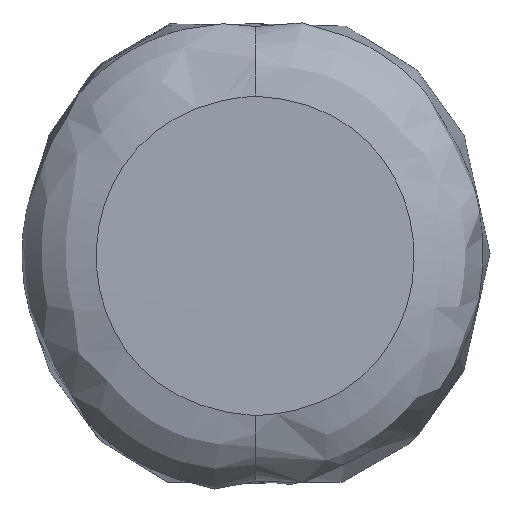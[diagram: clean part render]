
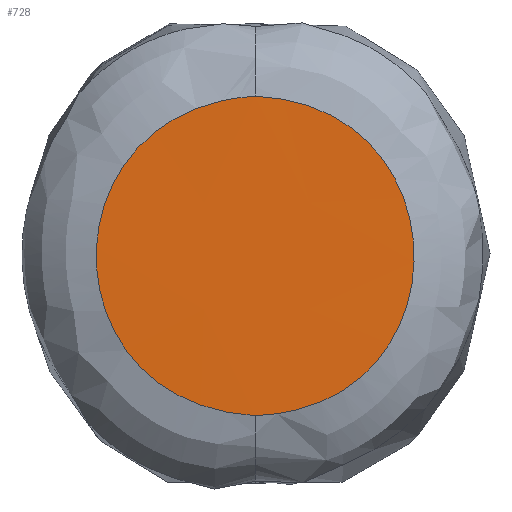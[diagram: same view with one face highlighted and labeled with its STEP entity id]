
A CAD part, front view. The second image highlights one B-rep face of the part: STEP entity #728.
In plain terms, the highlighted free-form (B-spline) face has degree [3, 3] with [4, 4] control points.
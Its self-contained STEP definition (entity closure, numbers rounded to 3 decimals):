
#331 = B_SPLINE_SURFACE_WITH_KNOTS('',3,3,(
    (#332,#333,#334,#335)
    ,(#336,#337,#338,#339)
    ,(#340,#341,#342,#343)
    ,(#344,#345,#346,#347
    )),.UNSPECIFIED.,.F.,.F.,.F.,(4,4),(4,4),(0.,1.),(0.,1.),
  .PIECEWISE_BEZIER_KNOTS.);
#332 = CARTESIAN_POINT('',(0.007,-0.688,
    -0.888));
#333 = CARTESIAN_POINT('',(0.,-0.842,
    -0.882));
#334 = CARTESIAN_POINT('',(-0.01,-0.966,
    -0.762));
#335 = CARTESIAN_POINT('',(-0.021,-0.983,
    -0.614));
#336 = CARTESIAN_POINT('',(1.149,-0.674,
    -0.901));
#337 = CARTESIAN_POINT('',(1.141,-0.846,-0.907
    ));
#338 = CARTESIAN_POINT('',(0.977,-0.983,
    -0.769));
#339 = CARTESIAN_POINT('',(0.771,-0.97,
    -0.626));
#340 = CARTESIAN_POINT('',(1.147,-0.708,0.908)
  );
#341 = CARTESIAN_POINT('',(1.148,-0.842,0.921
    ));
#342 = CARTESIAN_POINT('',(0.954,-0.998,0.767
    ));
#343 = CARTESIAN_POINT('',(0.768,-0.989,0.629
    ));
#344 = CARTESIAN_POINT('',(-0.004,-0.704,
    0.879));
#345 = CARTESIAN_POINT('',(-0.012,-0.866,
    0.875));
#346 = CARTESIAN_POINT('',(-0.014,-0.983,
    0.758));
#347 = CARTESIAN_POINT('',(-0.033,-0.997,
    0.588));
#476 = B_SPLINE_SURFACE_WITH_KNOTS('',3,3,(
    (#477,#478,#479,#480)
    ,(#481,#482,#483,#484)
    ,(#485,#486,#487,#488)
    ,(#489,#490,#491,#492
    )),.UNSPECIFIED.,.F.,.F.,.F.,(4,4),(4,4),(0.,1.),(0.,1.),
  .PIECEWISE_BEZIER_KNOTS.);
#477 = CARTESIAN_POINT('',(0.012,-0.69,
    0.885));
#478 = CARTESIAN_POINT('',(0.013,-0.855,
    0.875));
#479 = CARTESIAN_POINT('',(0.002,-0.967,
    0.752));
#480 = CARTESIAN_POINT('',(0.025,-0.983,
    0.6));
#481 = CARTESIAN_POINT('',(-1.188,-0.689,
    0.928));
#482 = CARTESIAN_POINT('',(-1.19,-0.83,0.95
    ));
#483 = CARTESIAN_POINT('',(-1.,-0.981,0.8
    ));
#484 = CARTESIAN_POINT('',(-0.815,-0.971,0.641)
  );
#485 = CARTESIAN_POINT('',(-1.151,-0.708,
    -0.921));
#486 = CARTESIAN_POINT('',(-1.167,-0.856,
    -0.945));
#487 = CARTESIAN_POINT('',(-0.986,-0.997,
    -0.796));
#488 = CARTESIAN_POINT('',(-0.798,-0.982,
    -0.635));
#489 = CARTESIAN_POINT('',(0.014,-0.701,
    -0.891));
#490 = CARTESIAN_POINT('',(0.03,-0.865,
    -0.886));
#491 = CARTESIAN_POINT('',(0.007,-0.981,
    -0.755));
#492 = CARTESIAN_POINT('',(0.035,-0.996,
    -0.61));
#508 = VERTEX_POINT('',#509);
#509 = CARTESIAN_POINT('',(-0.002,-0.999,
    0.579));
#574 = EDGE_CURVE('',#575,#508,#577,.T.);
#575 = VERTEX_POINT('',#576);
#576 = CARTESIAN_POINT('',(-0.002,-0.997,
    -0.59));
#577 = SURFACE_CURVE('',#578,(#583,#612),.PCURVE_S1.);
#578 = B_SPLINE_CURVE_WITH_KNOTS('',3,(#579,#580,#581,#582),
  .UNSPECIFIED.,.F.,.F.,(4,4),(0.,1.),.PIECEWISE_BEZIER_KNOTS.);
#579 = CARTESIAN_POINT('',(-0.002,-0.997,
    -0.59));
#580 = CARTESIAN_POINT('',(-0.776,-0.99,
    -0.546));
#581 = CARTESIAN_POINT('',(-0.778,-0.994,
    0.531));
#582 = CARTESIAN_POINT('',(-0.002,-0.999,
    0.579));
#583 = PCURVE('',#476,#584);
#584 = DEFINITIONAL_REPRESENTATION('',(#585),#611);
#585 = B_SPLINE_CURVE_WITH_KNOTS('',3,(#586,#587,#588,#589,#590,#591,
    #592,#593,#594,#595,#596,#597,#598,#599,#600,#601,#602,#603,#604,
    #605,#606,#607,#608,#609,#610),.UNSPECIFIED.,.F.,.F.,(4,1,1,1,1,1,1,
    1,1,1,1,1,1,1,1,1,1,1,1,1,1,1,4),(0.,0.045,
    0.091,0.136,0.182,0.227,
    0.273,0.318,0.364,0.409,
    0.455,0.5,0.545,0.591,0.636,
    0.682,0.727,0.773,0.818,
    0.864,0.909,0.955,1.),
  .QUASI_UNIFORM_KNOTS.);
#586 = CARTESIAN_POINT('',(0.984,1.013));
#587 = CARTESIAN_POINT('',(0.97,1.013));
#588 = CARTESIAN_POINT('',(0.939,1.013));
#589 = CARTESIAN_POINT('',(0.894,1.012));
#590 = CARTESIAN_POINT('',(0.849,1.011));
#591 = CARTESIAN_POINT('',(0.803,1.011));
#592 = CARTESIAN_POINT('',(0.759,1.01));
#593 = CARTESIAN_POINT('',(0.715,1.01));
#594 = CARTESIAN_POINT('',(0.672,1.01));
#595 = CARTESIAN_POINT('',(0.63,1.011));
#596 = CARTESIAN_POINT('',(0.588,1.011));
#597 = CARTESIAN_POINT('',(0.546,1.011));
#598 = CARTESIAN_POINT('',(0.504,1.012));
#599 = CARTESIAN_POINT('',(0.462,1.012));
#600 = CARTESIAN_POINT('',(0.42,1.011));
#601 = CARTESIAN_POINT('',(0.377,1.011));
#602 = CARTESIAN_POINT('',(0.333,1.01));
#603 = CARTESIAN_POINT('',(0.288,1.01));
#604 = CARTESIAN_POINT('',(0.242,1.01));
#605 = CARTESIAN_POINT('',(0.196,1.01));
#606 = CARTESIAN_POINT('',(0.148,1.011));
#607 = CARTESIAN_POINT('',(0.101,1.011));
#608 = CARTESIAN_POINT('',(0.056,1.013));
#609 = CARTESIAN_POINT('',(0.026,1.013));
#610 = CARTESIAN_POINT('',(0.011,1.014));
#611 = ( GEOMETRIC_REPRESENTATION_CONTEXT(2) 
PARAMETRIC_REPRESENTATION_CONTEXT() REPRESENTATION_CONTEXT('2D SPACE',''
  ) );
#612 = PCURVE('',#613,#630);
#613 = B_SPLINE_SURFACE_WITH_KNOTS('',3,3,(
    (#614,#615,#616,#617)
    ,(#618,#619,#620,#621)
    ,(#622,#623,#624,#625)
    ,(#626,#627,#628,#629
    )),.UNSPECIFIED.,.F.,.F.,.F.,(4,4),(4,4),(0.,1.),(0.,1.),
  .PIECEWISE_BEZIER_KNOTS.);
#614 = CARTESIAN_POINT('',(-0.575,-0.997,
    -0.604));
#615 = CARTESIAN_POINT('',(-0.576,-0.997,
    -0.209));
#616 = CARTESIAN_POINT('',(-0.573,-0.994,
    0.187));
#617 = CARTESIAN_POINT('',(-0.573,-0.995,
    0.583));
#618 = CARTESIAN_POINT('',(-0.181,-0.994,
    -0.602));
#619 = CARTESIAN_POINT('',(-0.175,-1.001,-0.202)
  );
#620 = CARTESIAN_POINT('',(-0.173,-0.992,0.182
    ));
#621 = CARTESIAN_POINT('',(-0.178,-0.997,0.581
    ));
#622 = CARTESIAN_POINT('',(0.221,-0.999,
    -0.597));
#623 = CARTESIAN_POINT('',(0.222,-0.998,
    -0.21));
#624 = CARTESIAN_POINT('',(0.221,-0.999,0.188
    ));
#625 = CARTESIAN_POINT('',(0.225,-0.995,0.577
    ));
#626 = CARTESIAN_POINT('',(0.618,-0.997,-0.6
    ));
#627 = CARTESIAN_POINT('',(0.617,-0.994,
    -0.206));
#628 = CARTESIAN_POINT('',(0.623,-0.995,0.191
    ));
#629 = CARTESIAN_POINT('',(0.621,-0.994,0.582
    ));
#630 = DEFINITIONAL_REPRESENTATION('',(#631),#639);
#631 = B_SPLINE_CURVE_WITH_KNOTS('',6,(#632,#633,#634,#635,#636,#637,
    #638),.UNSPECIFIED.,.F.,.F.,(7,7),(0.,1.),.PIECEWISE_BEZIER_KNOTS.);
#632 = CARTESIAN_POINT('',(0.482,0.008));
#633 = CARTESIAN_POINT('',(0.158,0.029));
#634 = CARTESIAN_POINT('',(-0.043,0.224));
#635 = CARTESIAN_POINT('',(-0.099,0.503));
#636 = CARTESIAN_POINT('',(-0.045,0.782));
#637 = CARTESIAN_POINT('',(0.154,0.977));
#638 = CARTESIAN_POINT('',(0.478,0.999));
#639 = ( GEOMETRIC_REPRESENTATION_CONTEXT(2) 
PARAMETRIC_REPRESENTATION_CONTEXT() REPRESENTATION_CONTEXT('2D SPACE',''
  ) );
#697 = EDGE_CURVE('',#508,#575,#698,.T.);
#698 = SURFACE_CURVE('',#699,(#704,#717),.PCURVE_S1.);
#699 = B_SPLINE_CURVE_WITH_KNOTS('',3,(#700,#701,#702,#703),
  .UNSPECIFIED.,.F.,.F.,(4,4),(0.,1.),.PIECEWISE_BEZIER_KNOTS.);
#700 = CARTESIAN_POINT('',(-0.002,-0.999,
    0.579));
#701 = CARTESIAN_POINT('',(0.771,-0.992,0.547
    ));
#702 = CARTESIAN_POINT('',(0.776,-1.,
    -0.563));
#703 = CARTESIAN_POINT('',(-0.002,-0.997,
    -0.59));
#704 = PCURVE('',#331,#705);
#705 = DEFINITIONAL_REPRESENTATION('',(#706),#716);
#706 = B_SPLINE_CURVE_WITH_KNOTS('',8,(#707,#708,#709,#710,#711,#712,
    #713,#714,#715),.UNSPECIFIED.,.F.,.F.,(9,9),(0.,1.),
  .PIECEWISE_BEZIER_KNOTS.);
#707 = CARTESIAN_POINT('',(0.987,1.005));
#708 = CARTESIAN_POINT('',(0.861,1.045));
#709 = CARTESIAN_POINT('',(0.723,0.894));
#710 = CARTESIAN_POINT('',(0.599,1.279));
#711 = CARTESIAN_POINT('',(0.509,0.59));
#712 = CARTESIAN_POINT('',(0.372,1.195));
#713 = CARTESIAN_POINT('',(0.287,0.979));
#714 = CARTESIAN_POINT('',(0.134,1.01));
#715 = CARTESIAN_POINT('',(0.008,1.013));
#716 = ( GEOMETRIC_REPRESENTATION_CONTEXT(2) 
PARAMETRIC_REPRESENTATION_CONTEXT() REPRESENTATION_CONTEXT('2D SPACE',''
  ) );
#717 = PCURVE('',#613,#718);
#718 = DEFINITIONAL_REPRESENTATION('',(#719),#726);
#719 = B_SPLINE_CURVE_WITH_KNOTS('',5,(#720,#721,#722,#723,#724,#725),
  .UNSPECIFIED.,.F.,.F.,(6,6),(0.,1.),.PIECEWISE_BEZIER_KNOTS.);
#720 = CARTESIAN_POINT('',(0.478,0.999));
#721 = CARTESIAN_POINT('',(0.866,0.984));
#722 = CARTESIAN_POINT('',(1.062,0.686));
#723 = CARTESIAN_POINT('',(1.066,0.314));
#724 = CARTESIAN_POINT('',(0.872,0.02));
#725 = CARTESIAN_POINT('',(0.482,0.008));
#726 = ( GEOMETRIC_REPRESENTATION_CONTEXT(2) 
PARAMETRIC_REPRESENTATION_CONTEXT() REPRESENTATION_CONTEXT('2D SPACE',''
  ) );
#728 = ADVANCED_FACE('',(#729),#613,.T.);
#729 = FACE_BOUND('',#730,.F.);
#730 = EDGE_LOOP('',(#731,#732));
#731 = ORIENTED_EDGE('',*,*,#574,.T.);
#732 = ORIENTED_EDGE('',*,*,#697,.T.);
